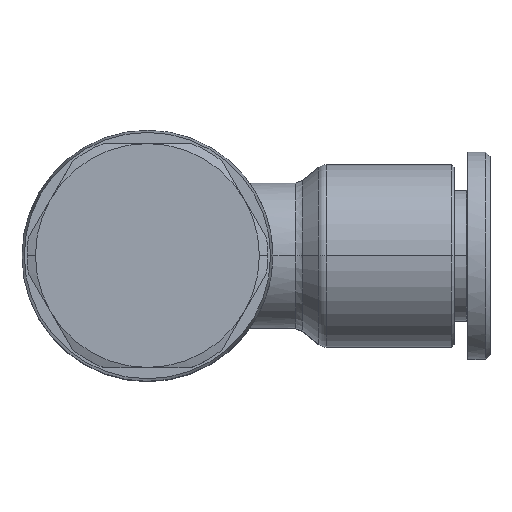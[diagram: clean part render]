
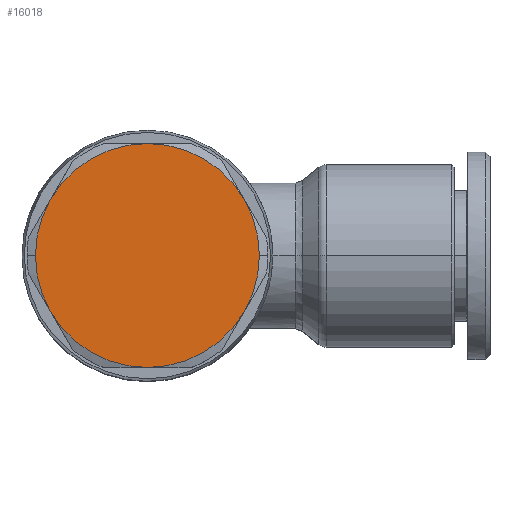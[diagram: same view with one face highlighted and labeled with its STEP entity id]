
A CAD part, top view. The second image highlights one B-rep face of the part: STEP entity #16018.
In plain terms, the highlighted planar face has unit normal (0, 0, 1).
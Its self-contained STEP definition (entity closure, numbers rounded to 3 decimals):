
#1124=CARTESIAN_POINT('',(-3.4,0.,14.5));
#1125=VERTEX_POINT('',#1124);
#1134=CARTESIAN_POINT('',(-2.06,5.,14.5));
#1135=VERTEX_POINT('',#1134);
#1136=CARTESIAN_POINT('',(6.6,0.,14.5));
#1137=DIRECTION('',(0.0,0.0,1.0));
#1138=DIRECTION('',(1.0,0.0,0.0));
#1139=AXIS2_PLACEMENT_3D('',#1136,#1137,#1138);
#1140=CIRCLE('',#1139,10.);
#1141=EDGE_CURVE('',#1135,#1125,#1140,.T.);
#1175=CARTESIAN_POINT('',(16.6,0.,14.5));
#1176=VERTEX_POINT('',#1175);
#1192=CARTESIAN_POINT('',(15.26,5.,14.5));
#1193=VERTEX_POINT('',#1192);
#1207=CARTESIAN_POINT('',(6.6,0.,14.5));
#1208=DIRECTION('',(0.0,0.0,1.0));
#1209=DIRECTION('',(1.0,0.0,0.0));
#1210=AXIS2_PLACEMENT_3D('',#1207,#1208,#1209);
#1211=CIRCLE('',#1210,10.);
#1212=EDGE_CURVE('',#1176,#1193,#1211,.T.);
#15665=CARTESIAN_POINT('',(15.26,-5.,14.5));
#15666=VERTEX_POINT('',#15665);
#15709=CARTESIAN_POINT('',(6.6,-10.,14.5));
#15710=VERTEX_POINT('',#15709);
#15753=CARTESIAN_POINT('',(-2.06,-5.,14.5));
#15754=VERTEX_POINT('',#15753);
#15827=CARTESIAN_POINT('',(6.6,10.,14.5));
#15828=VERTEX_POINT('',#15827);
#15871=CARTESIAN_POINT('',(6.6,0.,14.5));
#15872=DIRECTION('',(0.0,0.0,1.0));
#15873=DIRECTION('',(1.0,0.0,0.0));
#15874=AXIS2_PLACEMENT_3D('',#15871,#15872,#15873);
#15875=CIRCLE('',#15874,10.);
#15876=EDGE_CURVE('',#15666,#1176,#15875,.T.);
#15890=CARTESIAN_POINT('',(6.6,0.,14.5));
#15891=DIRECTION('',(0.0,0.0,1.0));
#15892=DIRECTION('',(1.0,0.0,0.0));
#15893=AXIS2_PLACEMENT_3D('',#15890,#15891,#15892);
#15894=CIRCLE('',#15893,10.);
#15895=EDGE_CURVE('',#15710,#15666,#15894,.T.);
#15908=CARTESIAN_POINT('',(6.6,0.,14.5));
#15909=DIRECTION('',(0.0,0.0,1.0));
#15910=DIRECTION('',(1.0,0.0,0.0));
#15911=AXIS2_PLACEMENT_3D('',#15908,#15909,#15910);
#15912=CIRCLE('',#15911,10.);
#15913=EDGE_CURVE('',#15754,#15710,#15912,.T.);
#15927=CARTESIAN_POINT('',(6.6,0.,14.5));
#15928=DIRECTION('',(0.0,0.0,1.0));
#15929=DIRECTION('',(1.0,0.0,0.0));
#15930=AXIS2_PLACEMENT_3D('',#15927,#15928,#15929);
#15931=CIRCLE('',#15930,10.);
#15932=EDGE_CURVE('',#1125,#15754,#15931,.T.);
#15944=CARTESIAN_POINT('',(6.6,0.,14.5));
#15945=DIRECTION('',(0.0,0.0,1.0));
#15946=DIRECTION('',(1.0,0.0,0.0));
#15947=AXIS2_PLACEMENT_3D('',#15944,#15945,#15946);
#15948=CIRCLE('',#15947,10.);
#15949=EDGE_CURVE('',#15828,#1135,#15948,.T.);
#15962=CARTESIAN_POINT('',(6.6,0.,14.5));
#15963=DIRECTION('',(0.0,0.0,1.0));
#15964=DIRECTION('',(1.0,0.0,0.0));
#15965=AXIS2_PLACEMENT_3D('',#15962,#15963,#15964);
#15966=CIRCLE('',#15965,10.);
#15967=EDGE_CURVE('',#1193,#15828,#15966,.T.);
#16003=CARTESIAN_POINT('',(6.6,0.,14.5));
#16004=DIRECTION('',(0.0,0.0,1.0));
#16005=DIRECTION('',(1.0,0.0,0.0));
#16006=AXIS2_PLACEMENT_3D('',#16003,#16004,#16005);
#16007=PLANE('',#16006);
#16008=ORIENTED_EDGE('',*,*,#15967,.T.);
#16009=ORIENTED_EDGE('',*,*,#15949,.T.);
#16010=ORIENTED_EDGE('',*,*,#1141,.T.);
#16011=ORIENTED_EDGE('',*,*,#15932,.T.);
#16012=ORIENTED_EDGE('',*,*,#15913,.T.);
#16013=ORIENTED_EDGE('',*,*,#15895,.T.);
#16014=ORIENTED_EDGE('',*,*,#15876,.T.);
#16015=ORIENTED_EDGE('',*,*,#1212,.T.);
#16016=EDGE_LOOP('',(#16008,#16009,#16010,#16011,#16012,#16013,#16014,#16015));
#16017=FACE_OUTER_BOUND('',#16016,.T.);
#16018=ADVANCED_FACE('',(#16017),#16007,.T.);
